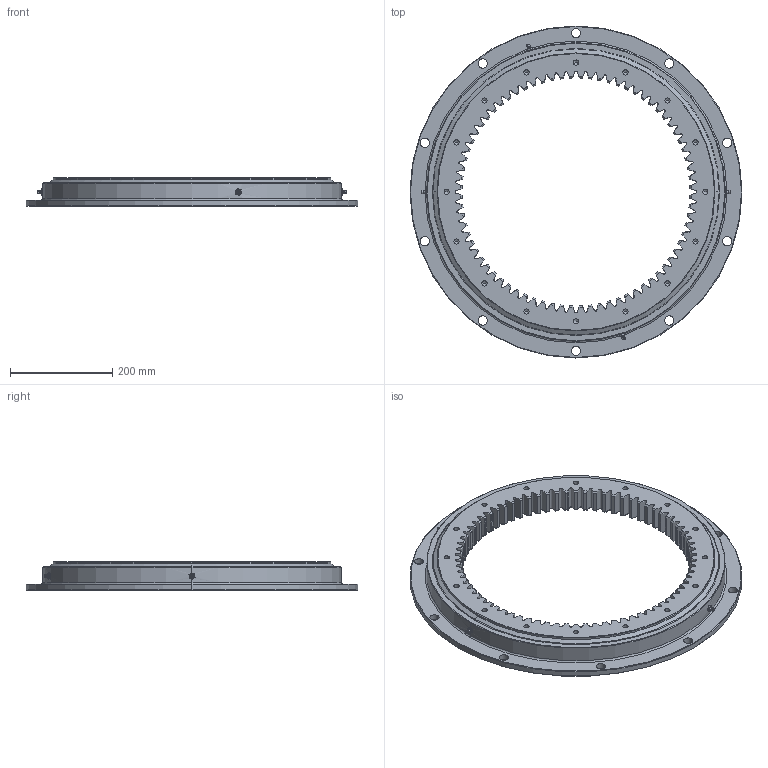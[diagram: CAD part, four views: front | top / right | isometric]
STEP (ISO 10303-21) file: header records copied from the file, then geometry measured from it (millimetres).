
FILE_DESCRIPTION (( 'STEP AP214' ), '1' );
FILE_NAME ('I.650.20.00.C.STEP', '2016-12-20T12:06:23', ( '' ), ( '' ), 'SwSTEP 2.0', 'SolidWorks 2015', '' );
FILE_SCHEMA (( 'AUTOMOTIVE_DESIGN' ));
Length unit declared in the file: millimetre
Products named in the file (7): Grease nipple M10x1mm; B.648.B20C.A3N.0 - OR Seal; B.648.B20C.A3N.0 - IR Seal; Ball D20; B.648.B20C.A3N.0 - OR; B.648.B20C.A3N.0 - IR; I.650.20.00.C
Assembly tree (81 placements, depth 2):
  I.650.20.00.C
    B.648.B20C.A3N.0 - IR
    B.648.B20C.A3N.0 - OR
    Ball D20  x73
    B.648.B20C.A3N.0 - IR Seal
    B.648.B20C.A3N.0 - OR Seal
    Grease nipple M10x1mm  x4
Bounding box: 648 x 648 x 56 mm (x, y, z)
Volume: 5158556.6 mm3; surface area: 1004684.9 mm2
Topology: 81 solids, 81 shells, 935 faces, 2649 edges, 1723 vertices
Faces by surface type: cone 280, bspline 228, cylinder 180, sphere 146, plane 55, torus 46
Entity records: 27422 total; most frequent: CARTESIAN_POINT 10407, ORIENTED_EDGE 3784, DIRECTION 2728, EDGE_CURVE 1892, VERTEX_POINT 1234, AXIS2_PLACEMENT_3D 1131, B_SPLINE_CURVE_WITH_KNOTS 840, EDGE_LOOP 746
